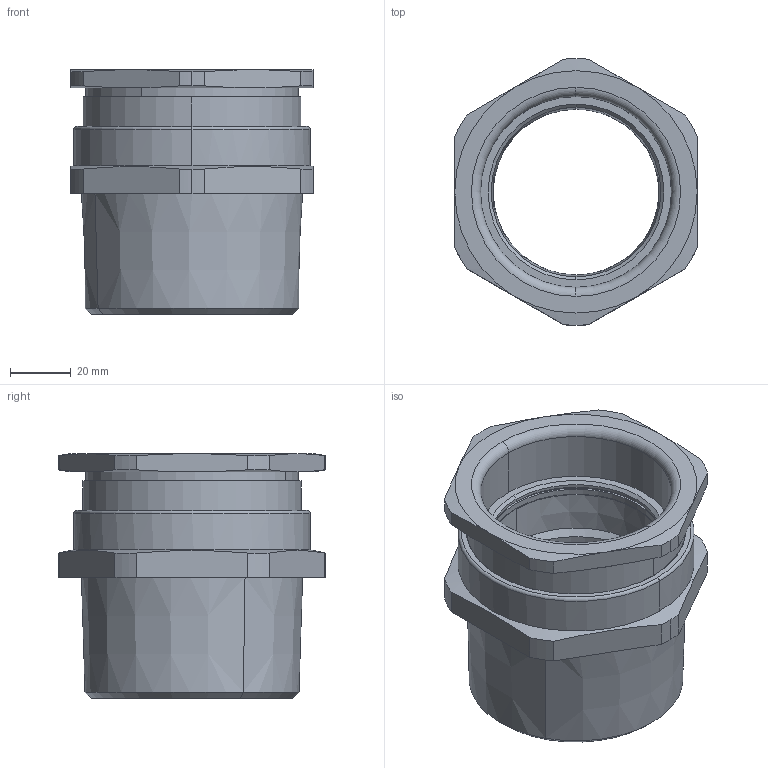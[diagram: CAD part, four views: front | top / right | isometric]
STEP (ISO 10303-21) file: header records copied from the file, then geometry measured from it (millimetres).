
FILE_DESCRIPTION(('CATIA V5 STEP Exchange','CAx-IF Rec.Pracs.--- Model Styling and Organization---1.4--- 2014-01-23'),'2;1');
FILE_NAME ('D1550677_0_1187090000_1187090000.stp','2022-10-31T02:29:58+00:00',('none'),('Weidmueller'),'CATIA Version 5-6 Release 2016 SP3 HF44','CATIA V5 STEP AP214','none');
FILE_SCHEMA(('AUTOMOTIVE_DESIGN { 1 0 10303 214 1 1 1 1 }'));
Length unit declared in the file: millimetre
Products named in the file (1): A2L/63/NPT2-1/2-WM
Bounding box: 80 x 88 x 80.75 mm (x, y, z)
Volume: 142986.5 mm3; surface area: 53107.5 mm2
Topology: 2 solids, 2 shells, 101 faces, 258 edges, 168 vertices
Faces by surface type: cylinder 36, cone 36, plane 23, torus 6
Entity records: 2903 total; most frequent: CARTESIAN_POINT 665, ORIENTED_EDGE 516, DIRECTION 337, EDGE_CURVE 258, AXIS2_PLACEMENT_3D 192, VERTEX_POINT 168, CIRCLE 131, EDGE_LOOP 112
